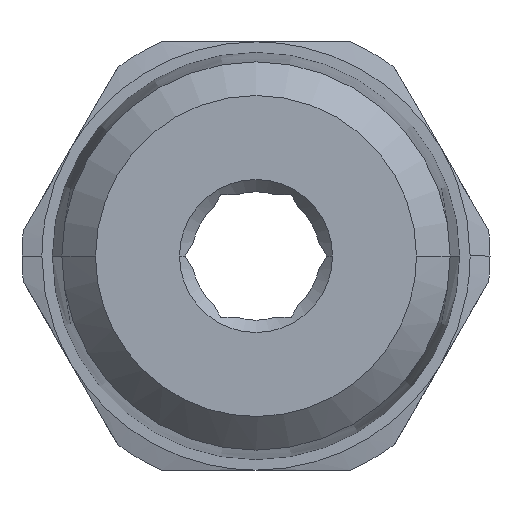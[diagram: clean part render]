
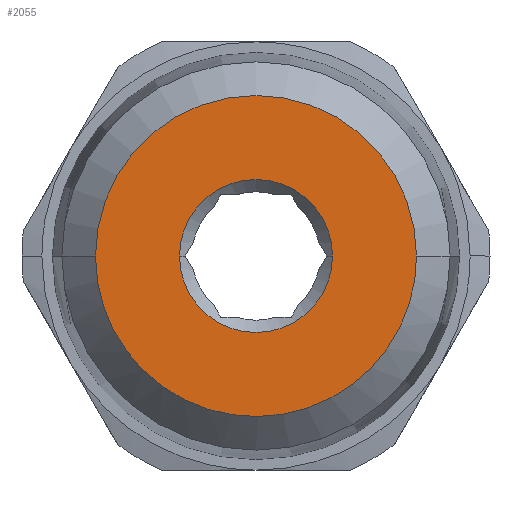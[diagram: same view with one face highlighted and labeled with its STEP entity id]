
A CAD part, front view. The second image highlights one B-rep face of the part: STEP entity #2055.
In plain terms, the highlighted planar face has unit normal (0, -1, 0).
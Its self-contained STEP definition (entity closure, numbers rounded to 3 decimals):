
#1895=CARTESIAN_POINT('Vertex',(-2.5,0.,0.)) ;
#1898=CARTESIAN_POINT('Axis2P3D Location',(0.,0.,0.)) ;
#1902=CARTESIAN_POINT('Vertex',(2.5,0.,0.)) ;
#1930=CARTESIAN_POINT('Axis2P3D Location',(0.,0.,0.)) ;
#2010=CARTESIAN_POINT('Axis2P3D Location',(0.,0.,0.)) ;
#2015=CARTESIAN_POINT('Axis2P3D Location',(0.,0.,0.)) ;
#2019=CARTESIAN_POINT('Vertex',(-5.248,0.,0.)) ;
#2021=CARTESIAN_POINT('Vertex',(5.248,0.,0.)) ;
#2025=CARTESIAN_POINT('Control Point',(-5.248,0.,0.)) ;
#2026=CARTESIAN_POINT('Control Point',(-5.248,0.,-0.561)) ;
#2027=CARTESIAN_POINT('Control Point',(-5.173,0.,-1.122)) ;
#2028=CARTESIAN_POINT('Control Point',(-5.023,0.,-1.67)) ;
#2029=CARTESIAN_POINT('Control Point',(-4.58,0.,-2.712)) ;
#2030=CARTESIAN_POINT('Control Point',(-3.879,0.,-3.601)) ;
#2031=CARTESIAN_POINT('Control Point',(-3.471,0.,-3.996)) ;
#2032=CARTESIAN_POINT('Control Point',(-2.559,0.,-4.667)) ;
#2033=CARTESIAN_POINT('Control Point',(-1.503,0.,-5.075)) ;
#2034=CARTESIAN_POINT('Control Point',(-0.95,0.,-5.207)) ;
#2035=CARTESIAN_POINT('Control Point',(0.176,0.,-5.32)) ;
#2036=CARTESIAN_POINT('Control Point',(1.293,0.,-5.133)) ;
#2037=CARTESIAN_POINT('Control Point',(1.835,0.,-4.965)) ;
#2038=CARTESIAN_POINT('Control Point',(2.862,0.,-4.488)) ;
#2039=CARTESIAN_POINT('Control Point',(3.728,0.,-3.758)) ;
#2040=CARTESIAN_POINT('Control Point',(4.109,0.,-3.337)) ;
#2041=CARTESIAN_POINT('Control Point',(4.71,0.,-2.461)) ;
#2042=CARTESIAN_POINT('Control Point',(5.075,0.,-1.466)) ;
#2043=CARTESIAN_POINT('Control Point',(5.19,0.,-0.983)) ;
#2044=CARTESIAN_POINT('Control Point',(5.248,0.,-0.492)) ;
#2045=CARTESIAN_POINT('Control Point',(5.248,0.,0.)) ;
#1899=DIRECTION('Axis2P3D Direction',(0.,-1.,0.)) ;
#1931=DIRECTION('Axis2P3D Direction',(0.,-1.,0.)) ;
#2011=DIRECTION('Axis2P3D Direction',(-0.,1.,0.)) ;
#2012=DIRECTION('Axis2P3D XDirection',(1.,0.,0.)) ;
#2016=DIRECTION('Axis2P3D Direction',(-0.,1.,0.)) ;
#1900=AXIS2_PLACEMENT_3D('Circle Axis2P3D',#1898,#1899,$) ;
#1932=AXIS2_PLACEMENT_3D('Circle Axis2P3D',#1930,#1931,$) ;
#2013=AXIS2_PLACEMENT_3D('Plane Axis2P3D',#2010,#2011,#2012) ;
#2017=AXIS2_PLACEMENT_3D('Circle Axis2P3D',#2015,#2016,$) ;
#2048=ORIENTED_EDGE('',*,*,#2023,.F.) ;
#2049=ORIENTED_EDGE('',*,*,#2046,.T.) ;
#2052=ORIENTED_EDGE('',*,*,#1934,.F.) ;
#2053=ORIENTED_EDGE('',*,*,#1904,.F.) ;
#2054=FACE_BOUND('',#2051,.T.) ;
#2055=ADVANCED_FACE('PN510B-06R14',(#2050,#2054),#2014,.F.) ;
#2024=B_SPLINE_CURVE_WITH_KNOTS('',5,(#2025,#2026,#2027,#2028,#2029,#2030,#2031,#2032,#2033,#2034,#2035,#2036,#2037,#2038,#2039,#2040,#2041,#2042,#2043,#2044,#2045),.UNSPECIFIED.,.F.,.U.,(6,3,3,3,3,3,6),(0.,3.968,7.935,11.903,15.871,19.839,23.315),.UNSPECIFIED.) ;
#1901=CIRCLE('generated circle',#1900,2.5) ;
#1933=CIRCLE('generated circle',#1932,2.5) ;
#2018=CIRCLE('generated circle',#2017,5.248) ;
#1904=EDGE_CURVE('',#1896,#1903,#1901,.T.) ;
#1934=EDGE_CURVE('',#1903,#1896,#1933,.T.) ;
#2023=EDGE_CURVE('',#2020,#2022,#2018,.T.) ;
#2046=EDGE_CURVE('',#2020,#2022,#2024,.T.) ;
#2047=EDGE_LOOP('',(#2048,#2049)) ;
#2051=EDGE_LOOP('',(#2052,#2053)) ;
#2050=FACE_OUTER_BOUND('',#2047,.T.) ;
#2014=PLANE('',#2013) ;
#1896=VERTEX_POINT('',#1895) ;
#1903=VERTEX_POINT('',#1902) ;
#2020=VERTEX_POINT('',#2019) ;
#2022=VERTEX_POINT('',#2021) ;
